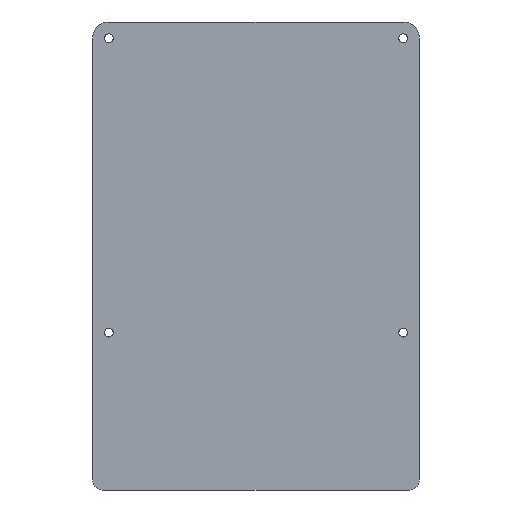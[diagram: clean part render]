
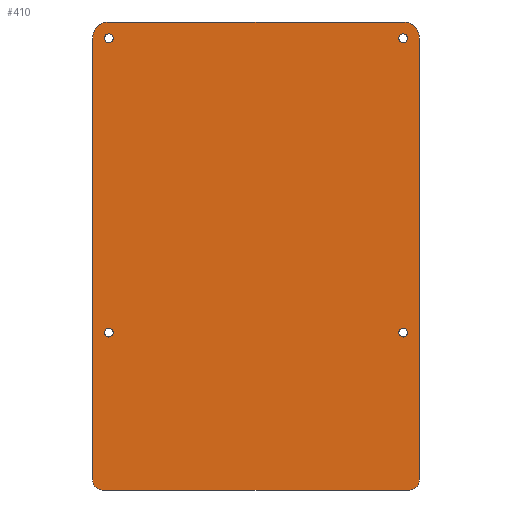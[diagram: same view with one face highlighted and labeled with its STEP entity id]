
A CAD part, front view. The second image highlights one B-rep face of the part: STEP entity #410.
In plain terms, the highlighted planar face has unit normal (0, -1, 0).
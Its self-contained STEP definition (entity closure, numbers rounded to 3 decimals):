
#3 = CARTESIAN_POINT ( 'NONE',  ( -65., 0., 135.749 ) ) ;
#4 = EDGE_CURVE ( 'NONE', #464, #626, #325, .T. ) ;
#18 = VERTEX_POINT ( 'NONE', #283 ) ;
#27 = CIRCLE ( 'NONE', #670, 5. ) ;
#28 = CARTESIAN_POINT ( 'NONE',  ( -65., 0., 127.749 ) ) ;
#29 = EDGE_LOOP ( 'NONE', ( #186, #609 ) ) ;
#31 = DIRECTION ( 'NONE',  ( 0., 0., 1. ) ) ;
#33 = DIRECTION ( 'NONE',  ( 0., 0., 1. ) ) ;
#34 = AXIS2_PLACEMENT_3D ( 'NONE', #338, #347, #346 ) ;
#38 = FACE_BOUND ( 'NONE', #489, .T. ) ;
#47 = VERTEX_POINT ( 'NONE', #141 ) ;
#50 = DIRECTION ( 'NONE',  ( 1., 0., 0. ) ) ;
#53 = CARTESIAN_POINT ( 'NONE',  ( 80., 0., 129.899 ) ) ;
#56 = EDGE_CURVE ( 'NONE', #530, #178, #98, .T. ) ;
#64 = AXIS2_PLACEMENT_3D ( 'NONE', #235, #329, #282 ) ;
#77 = CARTESIAN_POINT ( 'NONE',  ( 80., 0., -19.401 ) ) ;
#80 = LINE ( 'NONE', #643, #577 ) ;
#81 = ORIENTED_EDGE ( 'NONE', *, *, #56, .T. ) ;
#82 = CARTESIAN_POINT ( 'NONE',  ( -65., 0., 125.599 ) ) ;
#84 = DIRECTION ( 'NONE',  ( 0., 0., 1. ) ) ;
#85 = DIRECTION ( 'NONE',  ( 0., 0., 1. ) ) ;
#94 = DIRECTION ( 'NONE',  ( 0., 1., 0. ) ) ;
#98 = CIRCLE ( 'NONE', #652, 2.15 ) ;
#102 = AXIS2_PLACEMENT_3D ( 'NONE', #172, #525, #232 ) ;
#107 = LINE ( 'NONE', #253, #546 ) ;
#116 = DIRECTION ( 'NONE',  ( 0., 1., 0. ) ) ;
#123 = DIRECTION ( 'NONE',  ( 0., 0., 1. ) ) ;
#125 = DIRECTION ( 'NONE',  ( 0., 1., 0. ) ) ;
#131 = CARTESIAN_POINT ( 'NONE',  ( -65., 0., -19.401 ) ) ;
#132 = AXIS2_PLACEMENT_3D ( 'NONE', #272, #125, #421 ) ;
#133 = CARTESIAN_POINT ( 'NONE',  ( 80., 0., 125.599 ) ) ;
#134 = DIRECTION ( 'NONE',  ( 0., 1., 0. ) ) ;
#138 = EDGE_CURVE ( 'NONE', #18, #580, #474, .T. ) ;
#139 = ORIENTED_EDGE ( 'NONE', *, *, #227, .T. ) ;
#141 = CARTESIAN_POINT ( 'NONE',  ( -68., 0., -94.751 ) ) ;
#149 = EDGE_CURVE ( 'NONE', #150, #480, #238, .T. ) ;
#150 = VERTEX_POINT ( 'NONE', #53 ) ;
#151 = DIRECTION ( 'NONE',  ( -1., 0., 0. ) ) ;
#152 = VERTEX_POINT ( 'NONE', #605 ) ;
#153 = DIRECTION ( 'NONE',  ( 0., 0., 1. ) ) ;
#164 = CARTESIAN_POINT ( 'NONE',  ( 83., 0., -94.751 ) ) ;
#165 = EDGE_CURVE ( 'NONE', #239, #580, #107, .T. ) ;
#168 = ORIENTED_EDGE ( 'NONE', *, *, #149, .T. ) ;
#169 = ORIENTED_EDGE ( 'NONE', *, *, #471, .T. ) ;
#172 = CARTESIAN_POINT ( 'NONE',  ( 0., 0., 0. ) ) ;
#177 = DIRECTION ( 'NONE',  ( 0., 1., 0. ) ) ;
#178 = VERTEX_POINT ( 'NONE', #506 ) ;
#180 = EDGE_CURVE ( 'NONE', #538, #239, #317, .T. ) ;
#185 = FACE_BOUND ( 'NONE', #198, .T. ) ;
#186 = ORIENTED_EDGE ( 'NONE', *, *, #4, .T. ) ;
#194 = CARTESIAN_POINT ( 'NONE',  ( 0., 0., -94.751 ) ) ;
#198 = EDGE_LOOP ( 'NONE', ( #169, #168 ) ) ;
#202 = CARTESIAN_POINT ( 'NONE',  ( 80., 0., 127.749 ) ) ;
#208 = ORIENTED_EDGE ( 'NONE', *, *, #463, .T. ) ;
#216 = DIRECTION ( 'NONE',  ( 0., 1., 0. ) ) ;
#220 = FACE_BOUND ( 'NONE', #29, .T. ) ;
#227 = EDGE_CURVE ( 'NONE', #476, #152, #285, .T. ) ;
#232 = DIRECTION ( 'NONE',  ( 0., 0., 1. ) ) ;
#235 = CARTESIAN_POINT ( 'NONE',  ( 80., 0., 127.749 ) ) ;
#238 = CIRCLE ( 'NONE', #514, 2.15 ) ;
#239 = VERTEX_POINT ( 'NONE', #3 ) ;
#243 = DIRECTION ( 'NONE',  ( 0., -1., 0. ) ) ;
#253 = CARTESIAN_POINT ( 'NONE',  ( 0., 0., 135.749 ) ) ;
#257 = VERTEX_POINT ( 'NONE', #164 ) ;
#271 = CARTESIAN_POINT ( 'NONE',  ( -68., 0., -89.751 ) ) ;
#272 = CARTESIAN_POINT ( 'NONE',  ( 83., 0., -89.751 ) ) ;
#280 = CARTESIAN_POINT ( 'NONE',  ( -73., 0., -89.751 ) ) ;
#282 = DIRECTION ( 'NONE',  ( 0., 0., 1. ) ) ;
#283 = CARTESIAN_POINT ( 'NONE',  ( 88., 0., 127.749 ) ) ;
#285 = CIRCLE ( 'NONE', #587, 2.15 ) ;
#288 = EDGE_CURVE ( 'NONE', #152, #476, #479, .T. ) ;
#293 = CARTESIAN_POINT ( 'NONE',  ( 80., 0., 135.749 ) ) ;
#310 = DIRECTION ( 'NONE',  ( 0., 0., 1. ) ) ;
#311 = FACE_OUTER_BOUND ( 'NONE', #386, .T. ) ;
#316 = LINE ( 'NONE', #194, #437 ) ;
#317 = CIRCLE ( 'NONE', #583, 8. ) ;
#322 = CARTESIAN_POINT ( 'NONE',  ( 80., 0., -17.251 ) ) ;
#325 = CIRCLE ( 'NONE', #549, 2.15 ) ;
#329 = DIRECTION ( 'NONE',  ( 0., 1., 0. ) ) ;
#338 = CARTESIAN_POINT ( 'NONE',  ( -65., 0., 127.749 ) ) ;
#339 = CIRCLE ( 'NONE', #64, 2.15 ) ;
#341 = ORIENTED_EDGE ( 'NONE', *, *, #357, .F. ) ;
#346 = DIRECTION ( 'NONE',  ( 0., 0., 1. ) ) ;
#347 = DIRECTION ( 'NONE',  ( 0., 1., 0. ) ) ;
#357 = EDGE_CURVE ( 'NONE', #659, #257, #510, .T. ) ;
#377 = EDGE_CURVE ( 'NONE', #440, #47, #27, .T. ) ;
#378 = DIRECTION ( 'NONE',  ( 0., 0., 1. ) ) ;
#383 = LINE ( 'NONE', #644, #527 ) ;
#386 = EDGE_LOOP ( 'NONE', ( #488, #462, #341, #556, #441, #602, #415, #537 ) ) ;
#393 = CARTESIAN_POINT ( 'NONE',  ( -65., 0., -17.251 ) ) ;
#395 = CARTESIAN_POINT ( 'NONE',  ( -65., 0., 129.899 ) ) ;
#404 = DIRECTION ( 'NONE',  ( 0., 0., 1. ) ) ;
#407 = CIRCLE ( 'NONE', #553, 2.15 ) ;
#410 = ADVANCED_FACE ( 'NONE', ( #311, #220, #185, #38, #429 ), #431, .F. ) ;
#415 = ORIENTED_EDGE ( 'NONE', *, *, #180, .F. ) ;
#418 = AXIS2_PLACEMENT_3D ( 'NONE', #202, #243, #404 ) ;
#421 = DIRECTION ( 'NONE',  ( 0., 0., 1. ) ) ;
#429 = FACE_BOUND ( 'NONE', #621, .T. ) ;
#430 = EDGE_CURVE ( 'NONE', #659, #18, #80, .T. ) ;
#431 = PLANE ( 'NONE',  #102 ) ;
#437 = VECTOR ( 'NONE', #151, 1000. ) ;
#440 = VERTEX_POINT ( 'NONE', #280 ) ;
#441 = ORIENTED_EDGE ( 'NONE', *, *, #138, .T. ) ;
#442 = CARTESIAN_POINT ( 'NONE',  ( -65., 0., -17.251 ) ) ;
#443 = DIRECTION ( 'NONE',  ( 0., 1., 0. ) ) ;
#455 = CARTESIAN_POINT ( 'NONE',  ( 80., 0., 127.749 ) ) ;
#462 = ORIENTED_EDGE ( 'NONE', *, *, #636, .F. ) ;
#463 = EDGE_CURVE ( 'NONE', #178, #530, #407, .T. ) ;
#464 = VERTEX_POINT ( 'NONE', #82 ) ;
#471 = EDGE_CURVE ( 'NONE', #480, #150, #339, .T. ) ;
#473 = CIRCLE ( 'NONE', #34, 2.15 ) ;
#474 = CIRCLE ( 'NONE', #418, 8. ) ;
#476 = VERTEX_POINT ( 'NONE', #77 ) ;
#479 = CIRCLE ( 'NONE', #486, 2.15 ) ;
#480 = VERTEX_POINT ( 'NONE', #133 ) ;
#486 = AXIS2_PLACEMENT_3D ( 'NONE', #322, #177, #123 ) ;
#488 = ORIENTED_EDGE ( 'NONE', *, *, #377, .T. ) ;
#489 = EDGE_LOOP ( 'NONE', ( #139, #593 ) ) ;
#492 = DIRECTION ( 'NONE',  ( 0., 0., 1. ) ) ;
#500 = EDGE_CURVE ( 'NONE', #440, #538, #383, .T. ) ;
#506 = CARTESIAN_POINT ( 'NONE',  ( -65., 0., -15.101 ) ) ;
#510 = CIRCLE ( 'NONE', #132, 5. ) ;
#514 = AXIS2_PLACEMENT_3D ( 'NONE', #455, #666, #153 ) ;
#516 = CARTESIAN_POINT ( 'NONE',  ( 80., 0., -17.251 ) ) ;
#525 = DIRECTION ( 'NONE',  ( 0., 1., 0. ) ) ;
#527 = VECTOR ( 'NONE', #31, 1000. ) ;
#530 = VERTEX_POINT ( 'NONE', #131 ) ;
#537 = ORIENTED_EDGE ( 'NONE', *, *, #500, .F. ) ;
#538 = VERTEX_POINT ( 'NONE', #654 ) ;
#546 = VECTOR ( 'NONE', #50, 1000. ) ;
#549 = AXIS2_PLACEMENT_3D ( 'NONE', #28, #94, #85 ) ;
#553 = AXIS2_PLACEMENT_3D ( 'NONE', #442, #134, #492 ) ;
#556 = ORIENTED_EDGE ( 'NONE', *, *, #430, .T. ) ;
#577 = VECTOR ( 'NONE', #84, 1000. ) ;
#580 = VERTEX_POINT ( 'NONE', #293 ) ;
#581 = DIRECTION ( 'NONE',  ( 0., -1., 0. ) ) ;
#583 = AXIS2_PLACEMENT_3D ( 'NONE', #622, #116, #310 ) ;
#587 = AXIS2_PLACEMENT_3D ( 'NONE', #516, #216, #673 ) ;
#593 = ORIENTED_EDGE ( 'NONE', *, *, #288, .T. ) ;
#596 = EDGE_CURVE ( 'NONE', #626, #464, #473, .T. ) ;
#602 = ORIENTED_EDGE ( 'NONE', *, *, #165, .F. ) ;
#605 = CARTESIAN_POINT ( 'NONE',  ( 80., 0., -15.101 ) ) ;
#609 = ORIENTED_EDGE ( 'NONE', *, *, #596, .T. ) ;
#621 = EDGE_LOOP ( 'NONE', ( #81, #208 ) ) ;
#622 = CARTESIAN_POINT ( 'NONE',  ( -65., 0., 127.749 ) ) ;
#626 = VERTEX_POINT ( 'NONE', #395 ) ;
#636 = EDGE_CURVE ( 'NONE', #257, #47, #316, .T. ) ;
#643 = CARTESIAN_POINT ( 'NONE',  ( 88., 0., 0. ) ) ;
#644 = CARTESIAN_POINT ( 'NONE',  ( -73., 0., 0. ) ) ;
#652 = AXIS2_PLACEMENT_3D ( 'NONE', #393, #443, #33 ) ;
#653 = CARTESIAN_POINT ( 'NONE',  ( 88., 0., -89.751 ) ) ;
#654 = CARTESIAN_POINT ( 'NONE',  ( -73., 0., 127.749 ) ) ;
#659 = VERTEX_POINT ( 'NONE', #653 ) ;
#666 = DIRECTION ( 'NONE',  ( 0., 1., 0. ) ) ;
#670 = AXIS2_PLACEMENT_3D ( 'NONE', #271, #581, #378 ) ;
#673 = DIRECTION ( 'NONE',  ( 0., 0., 1. ) ) ;
